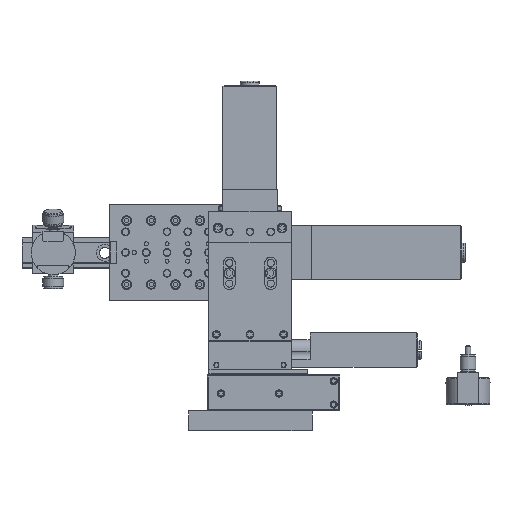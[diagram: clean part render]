
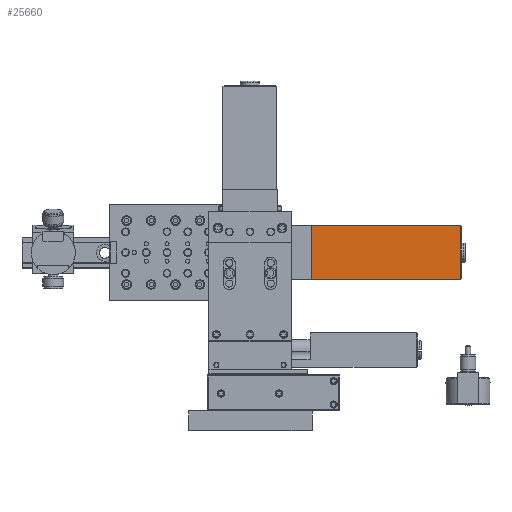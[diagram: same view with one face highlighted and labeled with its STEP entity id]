
A CAD part, left-side view. The second image highlights one B-rep face of the part: STEP entity #25660.
In plain terms, the highlighted planar face has unit normal (-1, 0, 0).
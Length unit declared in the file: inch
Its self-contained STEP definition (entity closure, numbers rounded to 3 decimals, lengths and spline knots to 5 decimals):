
#25621=CARTESIAN_POINT('',(2.814,0.21514,4.31808));
#25622=DIRECTION('',(-1.0,0.0,0.0));
#25623=DIRECTION('',(0.0,0.0,1.0));
#25624=AXIS2_PLACEMENT_3D('',#25621,#25622,#25623);
#25625=PLANE('',#25624);
#25626=CARTESIAN_POINT('',(2.814,3.77714,4.31808));
#25627=VERTEX_POINT('',#25626);
#25628=CARTESIAN_POINT('',(2.814,3.77714,3.02108));
#25629=VERTEX_POINT('',#25628);
#25630=CARTESIAN_POINT('',(2.814,3.77714,4.31808));
#25631=DIRECTION('',(0.0,0.0,-1.0));
#25632=VECTOR('',#25631,1.297);
#25633=LINE('',#25630,#25632);
#25634=EDGE_CURVE('',#25627,#25629,#25633,.T.);
#25635=ORIENTED_EDGE('',*,*,#25634,.T.);
#25636=CARTESIAN_POINT('',(2.814,0.17814,3.02108));
#25637=VERTEX_POINT('',#25636);
#25638=CARTESIAN_POINT('',(2.814,3.77714,3.02108));
#25639=DIRECTION('',(0.0,-1.0,0.0));
#25640=VECTOR('',#25639,3.599);
#25641=LINE('',#25638,#25640);
#25642=EDGE_CURVE('',#25629,#25637,#25641,.T.);
#25643=ORIENTED_EDGE('',*,*,#25642,.T.);
#25644=CARTESIAN_POINT('',(2.814,0.17814,4.31808));
#25645=VERTEX_POINT('',#25644);
#25646=CARTESIAN_POINT('',(2.814,0.17814,3.02108));
#25647=DIRECTION('',(0.0,0.0,1.0));
#25648=VECTOR('',#25647,1.297);
#25649=LINE('',#25646,#25648);
#25650=EDGE_CURVE('',#25637,#25645,#25649,.T.);
#25651=ORIENTED_EDGE('',*,*,#25650,.T.);
#25652=CARTESIAN_POINT('',(2.814,0.17814,4.31808));
#25653=DIRECTION('',(0.0,1.0,0.0));
#25654=VECTOR('',#25653,3.599);
#25655=LINE('',#25652,#25654);
#25656=EDGE_CURVE('',#25645,#25627,#25655,.T.);
#25657=ORIENTED_EDGE('',*,*,#25656,.T.);
#25658=EDGE_LOOP('',(#25635,#25643,#25651,#25657));
#25659=FACE_OUTER_BOUND('',#25658,.T.);
#25660=ADVANCED_FACE('',(#25659),#25625,.T.);
